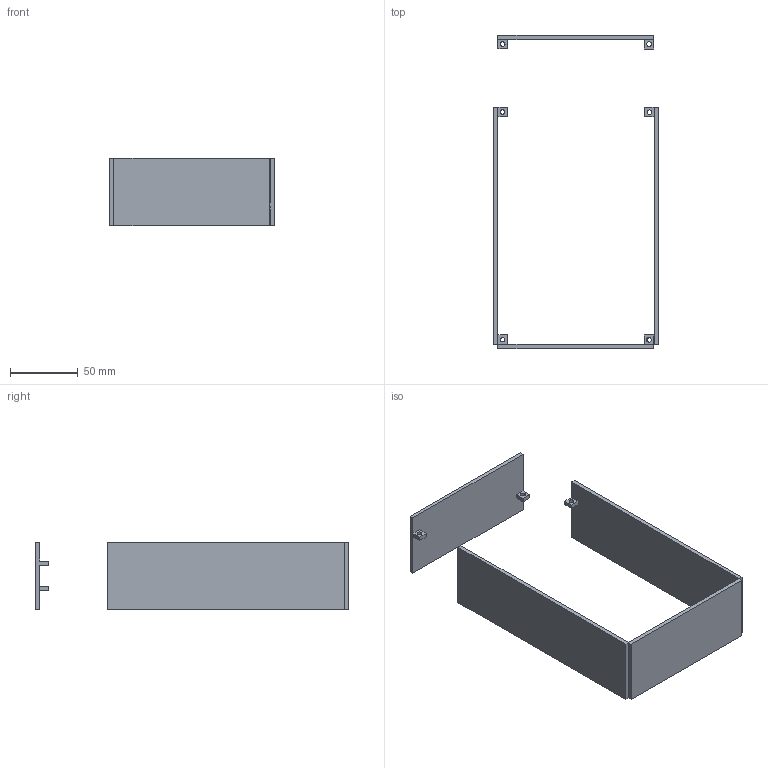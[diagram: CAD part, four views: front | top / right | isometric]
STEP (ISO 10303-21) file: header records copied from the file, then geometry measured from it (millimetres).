
FILE_DESCRIPTION(/* description */ (''),/* implementation_level */ '2;1');
FILE_NAME(/* name */ 'PCB Walls.step',/* time_stamp */ '2025-07-31T23:16:53-04:00',/* author */ (''),/* organization */ (''),/* preprocessor_version */ 'ST-DEVELOPER v20.1',/* originating_system */ 'Autodesk Translation Framework v14.10.0.0',/* authorisation */ '');
FILE_SCHEMA (('AUTOMOTIVE_DESIGN { 1 0 10303 214 3 1 1 }'));
Length unit declared in the file: millimetre
Products named in the file (1): PCB Walls
Bounding box: 121.19 x 231 x 50.01 mm (x, y, z)
Volume: 87957.8 mm3; surface area: 63910.9 mm2
Topology: 4 solids, 4 shells, 64 faces, 168 edges, 112 vertices
Faces by surface type: plane 56, cylinder 8
Full cylindrical faces by diameter (mm): 3.4 x8
Entity records: 2010 total; most frequent: CARTESIAN_POINT 345, ORIENTED_EDGE 336, DIRECTION 314, EDGE_CURVE 168, LINE 152, VECTOR 152, VERTEX_POINT 112, AXIS2_PLACEMENT_3D 81
